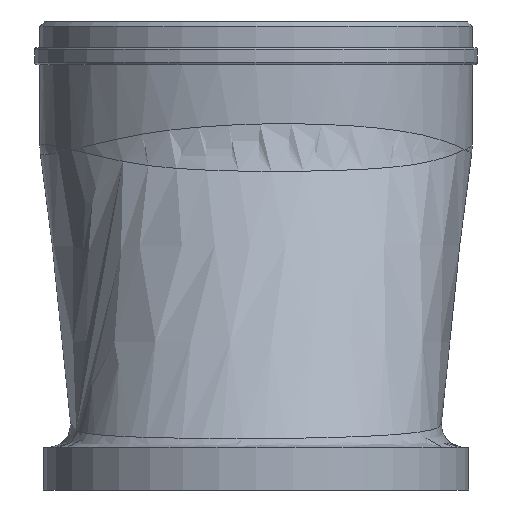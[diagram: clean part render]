
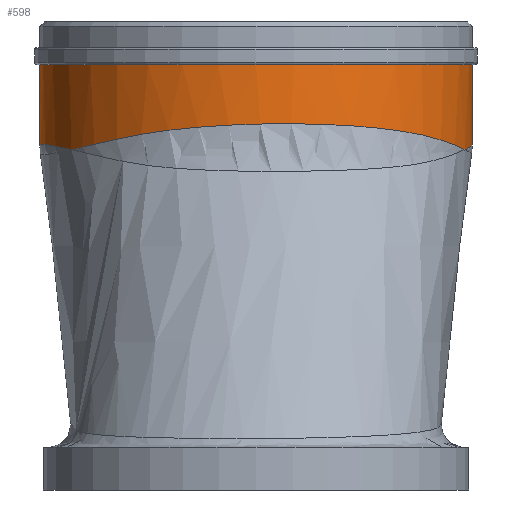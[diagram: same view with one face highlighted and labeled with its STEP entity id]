
A CAD part, front view. The second image highlights one B-rep face of the part: STEP entity #598.
In plain terms, the highlighted cylindrical face has radius 50.8 mm (diameter 101.6 mm), a full revolution.
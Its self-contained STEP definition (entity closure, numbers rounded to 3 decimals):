
#26=B_SPLINE_CURVE_WITH_KNOTS('',3,(#895,#896,#897,#898,#899,#900,#901,
#902,#903,#904,#905,#906,#907,#908),.UNSPECIFIED.,.F.,.F.,(4,2,1,1,1,1,
1,1,2,4),(-0.006,0.,0.494,0.988,1.482,
1.729,1.976,2.223,2.47,2.476),
 .UNSPECIFIED.);
#29=B_SPLINE_CURVE_WITH_KNOTS('',3,(#1047,#1048,#1049,#1050,#1051,#1052,
#1053,#1054,#1055,#1056,#1057,#1058,#1059,#1060,#1061,#1062,#1063,#1064,
#1065,#1066,#1067,#1068,#1069,#1070,#1071,#1072,#1073,#1074),
 .UNSPECIFIED.,.F.,.F.,(4,2,1,1,2,1,1,1,1,1,1,1,1,1,1,1,1,1,2,1,2,4),(-16.506,
-16.492,-16.231,-15.395,-14.664,-12.93,
-12.063,-11.197,-10.949,-9.463,
-8.596,-7.729,-6.863,-5.996,
-5.129,-4.822,-4.262,-3.396,
-2.529,-1.517,0.,0.014),.UNSPECIFIED.);
#33=B_SPLINE_CURVE_WITH_KNOTS('',3,(#1213,#1214,#1215,#1216,#1217,#1218,
#1219,#1220,#1221,#1222,#1223,#1224,#1225,#1226,#1227,#1228,#1229,#1230,
#1231,#1232,#1233,#1234,#1235,#1236,#1237),.UNSPECIFIED.,.F.,.F.,(4,2,1,
2,1,1,1,1,1,1,1,1,1,1,1,2,1,2,4),(-16.505,-16.491,-15.76,
-14.663,-13.796,-12.93,-12.915,
-11.197,-9.465,-8.839,-7.732,
-6.866,-6.,-5.133,-4.267,
-2.534,-1.521,0.,0.014),
 .UNSPECIFIED.);
#36=B_SPLINE_CURVE_WITH_KNOTS('',3,(#1316,#1317,#1318,#1319,#1320,#1321,
#1322,#1323,#1324,#1325),.UNSPECIFIED.,.F.,.F.,(4,2,1,1,1,1,4),(-0.006,
0.,0.494,0.988,1.235,1.482,
1.682),.UNSPECIFIED.);
#37=B_SPLINE_CURVE_WITH_KNOTS('',3,(#1326,#1327,#1328,#1329,#1330,#1331,
#1332),.UNSPECIFIED.,.F.,.F.,(4,1,2,4),(1.682,1.976,
2.47,2.476),.UNSPECIFIED.);
#99=FACE_OUTER_BOUND('',#135,.T.);
#135=EDGE_LOOP('',(#441,#442,#443,#444,#445,#446,#447,#448));
#176=LINE('',#1606,#203);
#203=VECTOR('',#718,50.8);
#225=CIRCLE('',#648,50.8);
#252=VERTEX_POINT('',#893);
#253=VERTEX_POINT('',#894);
#255=VERTEX_POINT('',#1036);
#258=VERTEX_POINT('',#1212);
#260=VERTEX_POINT('',#1315);
#266=VERTEX_POINT('',#1604);
#317=EDGE_CURVE('',#252,#253,#26,.T.);
#320=EDGE_CURVE('',#255,#252,#29,.T.);
#324=EDGE_CURVE('',#253,#258,#33,.T.);
#327=EDGE_CURVE('',#258,#260,#36,.T.);
#328=EDGE_CURVE('',#260,#255,#37,.T.);
#336=EDGE_CURVE('',#266,#266,#225,.T.);
#337=EDGE_CURVE('',#266,#260,#176,.T.);
#441=ORIENTED_EDGE('',*,*,#336,.T.);
#442=ORIENTED_EDGE('',*,*,#337,.T.);
#443=ORIENTED_EDGE('',*,*,#327,.F.);
#444=ORIENTED_EDGE('',*,*,#324,.F.);
#445=ORIENTED_EDGE('',*,*,#317,.F.);
#446=ORIENTED_EDGE('',*,*,#320,.F.);
#447=ORIENTED_EDGE('',*,*,#328,.F.);
#448=ORIENTED_EDGE('',*,*,#337,.F.);
#583=CYLINDRICAL_SURFACE('',#647,50.8);
#598=ADVANCED_FACE('',(#99),#583,.T.);
#647=AXIS2_PLACEMENT_3D('',#1603,#714,#715);
#648=AXIS2_PLACEMENT_3D('',#1605,#716,#717);
#714=DIRECTION('center_axis',(0.,0.,1.));
#715=DIRECTION('ref_axis',(1.,0.,0.));
#716=DIRECTION('center_axis',(0.,0.,-1.));
#717=DIRECTION('ref_axis',(1.,0.,0.));
#718=DIRECTION('',(0.,0.,-1.));
#893=CARTESIAN_POINT('',(43.376,26.441,80.));
#894=CARTESIAN_POINT('',(49.148,-12.849,80.));
#895=CARTESIAN_POINT('Ctrl Pts',(43.376,26.441,80.));
#896=CARTESIAN_POINT('Ctrl Pts',(43.394,26.412,80.004));
#897=CARTESIAN_POINT('Ctrl Pts',(43.412,26.383,80.008));
#898=CARTESIAN_POINT('Ctrl Pts',(44.811,24.076,80.332));
#899=CARTESIAN_POINT('Ctrl Pts',(47.237,19.279,80.859));
#900=CARTESIAN_POINT('Ctrl Pts',(49.727,11.418,81.275));
#901=CARTESIAN_POINT('Ctrl Pts',(50.711,4.681,81.291));
#902=CARTESIAN_POINT('Ctrl Pts',(50.849,-0.785,81.102));
#903=CARTESIAN_POINT('Ctrl Pts',(50.621,-4.858,80.854));
#904=CARTESIAN_POINT('Ctrl Pts',(50.076,-8.855,80.5));
#905=CARTESIAN_POINT('Ctrl Pts',(49.506,-11.469,80.188));
#906=CARTESIAN_POINT('Ctrl Pts',(49.165,-12.786,80.009));
#907=CARTESIAN_POINT('Ctrl Pts',(49.156,-12.817,80.004));
#908=CARTESIAN_POINT('Ctrl Pts',(49.148,-12.849,80.));
#1036=CARTESIAN_POINT('',(-49.148,12.849,80.));
#1047=CARTESIAN_POINT('Ctrl Pts',(-49.148,12.849,80.));
#1048=CARTESIAN_POINT('Ctrl Pts',(-49.14,12.881,80.004));
#1049=CARTESIAN_POINT('Ctrl Pts',(-49.131,12.913,80.008));
#1050=CARTESIAN_POINT('Ctrl Pts',(-48.964,13.547,80.088));
#1051=CARTESIAN_POINT('Ctrl Pts',(-48.251,16.065,80.422));
#1052=CARTESIAN_POINT('Ctrl Pts',(-46.734,20.18,81.066));
#1053=CARTESIAN_POINT('Ctrl Pts',(-45.053,23.536,81.7));
#1054=CARTESIAN_POINT('Ctrl Pts',(-42.155,28.648,82.739));
#1055=CARTESIAN_POINT('Ctrl Pts',(-38.469,33.632,83.69));
#1056=CARTESIAN_POINT('Ctrl Pts',(-32.353,39.333,84.667));
#1057=CARTESIAN_POINT('Ctrl Pts',(-28.488,42.131,85.107));
#1058=CARTESIAN_POINT('Ctrl Pts',(-23.162,45.38,85.588));
#1059=CARTESIAN_POINT('Ctrl Pts',(-17.458,47.965,85.92));
#1060=CARTESIAN_POINT('Ctrl Pts',(-9.898,49.959,86.096));
#1061=CARTESIAN_POINT('Ctrl Pts',(-3.73,50.789,86.093));
#1062=CARTESIAN_POINT('Ctrl Pts',(2.547,50.868,85.949));
#1063=CARTESIAN_POINT('Ctrl Pts',(8.805,50.161,85.652));
#1064=CARTESIAN_POINT('Ctrl Pts',(13.559,49.022,85.298));
#1065=CARTESIAN_POINT('Ctrl Pts',(17.506,47.724,84.921));
#1066=CARTESIAN_POINT('Ctrl Pts',(21.373,46.183,84.487));
#1067=CARTESIAN_POINT('Ctrl Pts',(26.277,43.624,83.778));
#1068=CARTESIAN_POINT('Ctrl Pts',(29.675,41.283,83.126));
#1069=CARTESIAN_POINT('Ctrl Pts',(33.197,38.528,82.354));
#1070=CARTESIAN_POINT('Ctrl Pts',(37.706,34.456,81.326));
#1071=CARTESIAN_POINT('Ctrl Pts',(41.436,29.612,80.442));
#1072=CARTESIAN_POINT('Ctrl Pts',(43.341,26.499,80.008));
#1073=CARTESIAN_POINT('Ctrl Pts',(43.359,26.47,80.004));
#1074=CARTESIAN_POINT('Ctrl Pts',(43.376,26.441,80.));
#1212=CARTESIAN_POINT('',(-43.376,-26.441,80.));
#1213=CARTESIAN_POINT('Ctrl Pts',(49.148,-12.849,80.));
#1214=CARTESIAN_POINT('Ctrl Pts',(49.14,-12.881,80.004));
#1215=CARTESIAN_POINT('Ctrl Pts',(49.131,-12.913,80.008));
#1216=CARTESIAN_POINT('Ctrl Pts',(48.679,-14.63,80.226));
#1217=CARTESIAN_POINT('Ctrl Pts',(47.348,-18.799,80.821));
#1218=CARTESIAN_POINT('Ctrl Pts',(45.483,-22.777,81.546));
#1219=CARTESIAN_POINT('Ctrl Pts',(43.174,-26.85,82.374));
#1220=CARTESIAN_POINT('Ctrl Pts',(40.936,-30.299,83.054));
#1221=CARTESIAN_POINT('Ctrl Pts',(38.225,-33.523,83.65));
#1222=CARTESIAN_POINT('Ctrl Pts',(33.922,-38.04,84.456));
#1223=CARTESIAN_POINT('Ctrl Pts',(27.478,-43.336,85.32));
#1224=CARTESIAN_POINT('Ctrl Pts',(18.515,-47.578,85.875));
#1225=CARTESIAN_POINT('Ctrl Pts',(10.5,-49.839,86.089));
#1226=CARTESIAN_POINT('Ctrl Pts',(4.312,-50.784,86.107));
#1227=CARTESIAN_POINT('Ctrl Pts',(-2.582,-50.865,85.948));
#1228=CARTESIAN_POINT('Ctrl Pts',(-8.777,-50.163,85.653));
#1229=CARTESIAN_POINT('Ctrl Pts',(-14.851,-48.718,85.203));
#1230=CARTESIAN_POINT('Ctrl Pts',(-22.712,-45.774,84.369));
#1231=CARTESIAN_POINT('Ctrl Pts',(-28.038,-42.564,83.485));
#1232=CARTESIAN_POINT('Ctrl Pts',(-33.209,-38.518,82.352));
#1233=CARTESIAN_POINT('Ctrl Pts',(-37.73,-34.427,81.32));
#1234=CARTESIAN_POINT('Ctrl Pts',(-41.432,-29.617,80.443));
#1235=CARTESIAN_POINT('Ctrl Pts',(-43.341,-26.499,80.008));
#1236=CARTESIAN_POINT('Ctrl Pts',(-43.359,-26.47,80.004));
#1237=CARTESIAN_POINT('Ctrl Pts',(-43.376,-26.441,80.));
#1315=CARTESIAN_POINT('',(-50.8,0.,81.12));
#1316=CARTESIAN_POINT('Ctrl Pts',(-43.376,-26.441,80.));
#1317=CARTESIAN_POINT('Ctrl Pts',(-43.394,-26.412,80.004));
#1318=CARTESIAN_POINT('Ctrl Pts',(-43.412,-26.383,80.008));
#1319=CARTESIAN_POINT('Ctrl Pts',(-44.811,-24.076,80.332));
#1320=CARTESIAN_POINT('Ctrl Pts',(-47.236,-19.277,80.859));
#1321=CARTESIAN_POINT('Ctrl Pts',(-49.313,-12.73,81.206));
#1322=CARTESIAN_POINT('Ctrl Pts',(-50.316,-7.377,81.284));
#1323=CARTESIAN_POINT('Ctrl Pts',(-50.72,-3.571,81.247));
#1324=CARTESIAN_POINT('Ctrl Pts',(-50.8,-1.103,81.167));
#1325=CARTESIAN_POINT('Ctrl Pts',(-50.8,0.,
81.12));
#1326=CARTESIAN_POINT('Ctrl Pts',(-50.8,0.,
81.12));
#1327=CARTESIAN_POINT('Ctrl Pts',(-50.799,1.623,81.05));
#1328=CARTESIAN_POINT('Ctrl Pts',(-50.592,5.964,80.798));
#1329=CARTESIAN_POINT('Ctrl Pts',(-49.839,10.183,80.363));
#1330=CARTESIAN_POINT('Ctrl Pts',(-49.165,12.786,80.009));
#1331=CARTESIAN_POINT('Ctrl Pts',(-49.156,12.817,80.004));
#1332=CARTESIAN_POINT('Ctrl Pts',(-49.148,12.849,80.));
#1603=CARTESIAN_POINT('Origin',(0.,0.,80.));
#1604=CARTESIAN_POINT('',(-50.8,0.,100.));
#1605=CARTESIAN_POINT('Origin',(0.,0.,100.));
#1606=CARTESIAN_POINT('',(-50.8,0.,80.));
